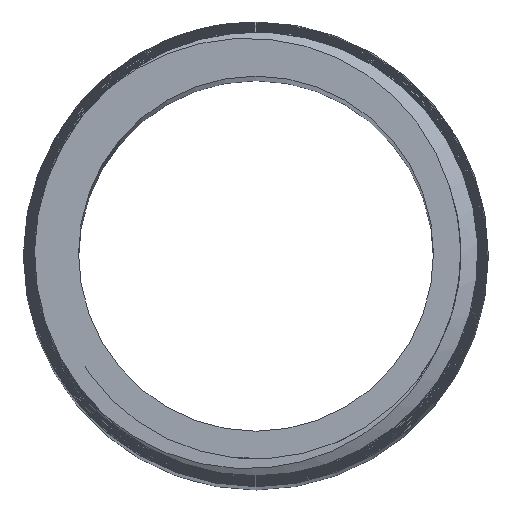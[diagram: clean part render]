
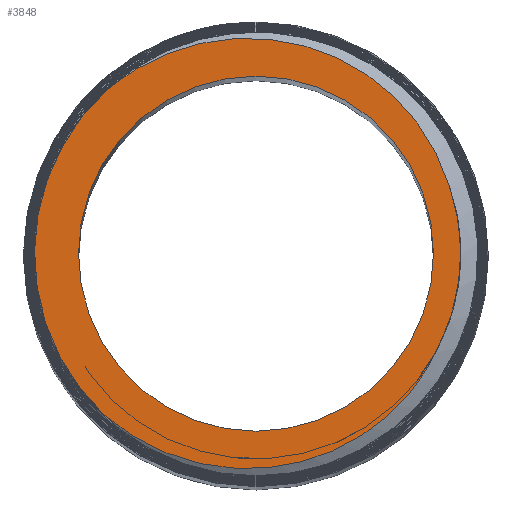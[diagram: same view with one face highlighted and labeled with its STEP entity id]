
A CAD part, top view. The second image highlights one B-rep face of the part: STEP entity #3848.
In plain terms, the highlighted planar face has unit normal (0, 0, 1).
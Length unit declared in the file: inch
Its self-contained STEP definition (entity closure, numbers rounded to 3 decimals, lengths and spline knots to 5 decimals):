
#62=CARTESIAN_POINT('',(0.,0.,3.));
#63=DIRECTION('',(0.,0.,-1.));
#64=DIRECTION('',(1.,0.,0.));
#65=AXIS2_PLACEMENT_3D('',#62,#63,#64);
#67=CARTESIAN_POINT('',(0.,0.,3.));
#68=DIRECTION('',(0.,0.,-1.));
#69=DIRECTION('',(-1.,0.,0.));
#70=AXIS2_PLACEMENT_3D('',#67,#68,#69);
#72=CARTESIAN_POINT('',(0.44135,0.15359,3.));
#73=CARTESIAN_POINT('',(0.43539,0.17332,3.));
#74=CARTESIAN_POINT('',(0.42053,0.21304,3.));
#75=CARTESIAN_POINT('',(0.38821,0.27274,3.));
#76=CARTESIAN_POINT('',(0.34324,0.33256,3.));
#77=CARTESIAN_POINT('',(0.28185,0.3909,3.));
#78=CARTESIAN_POINT('',(0.20386,0.44104,3.));
#79=CARTESIAN_POINT('',(0.11638,0.47558,3.));
#80=CARTESIAN_POINT('',(0.02245,0.49298,3.));
#81=CARTESIAN_POINT('',(-0.07433,0.4916,3.));
#82=CARTESIAN_POINT('',(-0.16761,0.47205,3.));
#83=CARTESIAN_POINT('',(-0.25782,0.43388,3.));
#84=CARTESIAN_POINT('',(-0.31087,0.39808,3.));
#85=CARTESIAN_POINT('',(-0.33599,0.37738,3.));
#87=CARTESIAN_POINT('',(0.42091,-0.20365,3.));
#88=CARTESIAN_POINT('',(0.43433,-0.17587,3.));
#89=CARTESIAN_POINT('',(0.45524,-0.1188,3.));
#90=CARTESIAN_POINT('',(0.46975,-0.02737,3.));
#91=CARTESIAN_POINT('',(0.46576,0.06571,3.));
#92=CARTESIAN_POINT('',(0.45147,0.12459,3.));
#93=CARTESIAN_POINT('',(0.44135,0.15359,3.));
#95=CARTESIAN_POINT('',(-0.34808,-0.36625,3.));
#96=CARTESIAN_POINT('',(-0.32674,-0.38499,3.));
#97=CARTESIAN_POINT('',(-0.28133,-0.41856,3.));
#98=CARTESIAN_POINT('',(-0.20412,-0.4575,3.));
#99=CARTESIAN_POINT('',(-0.11954,-0.48314,3.));
#100=CARTESIAN_POINT('',(-0.02517,-0.49364,3.));
#101=CARTESIAN_POINT('',(0.07225,-0.48489,3.));
#102=CARTESIAN_POINT('',(0.16306,-0.4581,3.));
#103=CARTESIAN_POINT('',(0.24695,-0.4143,3.));
#104=CARTESIAN_POINT('',(0.31919,-0.35631,3.));
#105=CARTESIAN_POINT('',(0.37869,-0.28588,3.));
#106=CARTESIAN_POINT('',(0.40853,-0.23231,3.));
#107=CARTESIAN_POINT('',(0.42091,-0.20365,3.));
#109=CARTESIAN_POINT('',(0.,0.,3.));
#110=DIRECTION('',(0.,0.,1.));
#111=DIRECTION('',(-0.665,0.747,0.));
#112=AXIS2_PLACEMENT_3D('',#109,#110,#111);
#3623=CARTESIAN_POINT('',(0.405,0.,3.));
#3624=CARTESIAN_POINT('',(-0.405,0.,3.));
#3625=VERTEX_POINT('',#3623);
#3626=VERTEX_POINT('',#3624);
#3633=VERTEX_POINT('',#72);
#3634=VERTEX_POINT('',#85);
#3635=VERTEX_POINT('',#95);
#3636=VERTEX_POINT('',#107);
#3829=CARTESIAN_POINT('',(0.,0.,3.));
#3830=DIRECTION('',(0.,0.,1.));
#3831=DIRECTION('',(1.,0.,0.));
#3832=AXIS2_PLACEMENT_3D('',#3829,#3830,#3831);
#3833=PLANE('',#3832);
#3835=ORIENTED_EDGE('',*,*,#3834,.F.);
#3837=ORIENTED_EDGE('',*,*,#3836,.F.);
#3839=ORIENTED_EDGE('',*,*,#3838,.F.);
#3841=ORIENTED_EDGE('',*,*,#3840,.F.);
#3842=EDGE_LOOP('',(#3835,#3837,#3839,#3841));
#3843=FACE_OUTER_BOUND('',#3842,.F.);
#3844=ORIENTED_EDGE('',*,*,#3809,.F.);
#3845=ORIENTED_EDGE('',*,*,#3823,.F.);
#3846=EDGE_LOOP('',(#3844,#3845));
#3847=FACE_BOUND('',#3846,.F.);
#3848=ADVANCED_FACE('',(#3843,#3847),#3833,.T.);
#66=CIRCLE('',#65,0.405);
#71=CIRCLE('',#70,0.405);
#86=B_SPLINE_CURVE_WITH_KNOTS('',3,(#72,#73,#74,#75,#76,#77,#78,#79,#80,#81,#82,
#83,#84,#85),.UNSPECIFIED.,.F.,.F.,(4,1,1,1,1,1,1,1,1,1,1,4),(0.,
0.09091,0.18182,0.27273,0.36364,
0.45455,0.54545,0.63636,0.72727,
0.81818,0.90909,1.),.UNSPECIFIED.);
#94=B_SPLINE_CURVE_WITH_KNOTS('',3,(#87,#88,#89,#90,#91,#92,#93),.UNSPECIFIED.,
.F.,.F.,(4,1,1,1,4),(0.,0.25,0.5,0.75,1.),.UNSPECIFIED.);
#108=B_SPLINE_CURVE_WITH_KNOTS('',3,(#95,#96,#97,#98,#99,#100,#101,#102,#103,
#104,#105,#106,#107),.UNSPECIFIED.,.F.,.F.,(4,1,1,1,1,1,1,1,1,1,4),(0.,0.1,
0.2,0.3,0.4,0.5,0.6,0.7,0.8,0.9,1.),.UNSPECIFIED.);
#113=CIRCLE('',#112,0.50528);
#3809=EDGE_CURVE('',#3625,#3626,#66,.T.);
#3823=EDGE_CURVE('',#3626,#3625,#71,.T.);
#3834=EDGE_CURVE('',#3633,#3634,#86,.T.);
#3836=EDGE_CURVE('',#3636,#3633,#94,.T.);
#3838=EDGE_CURVE('',#3635,#3636,#108,.T.);
#3840=EDGE_CURVE('',#3634,#3635,#113,.T.);
